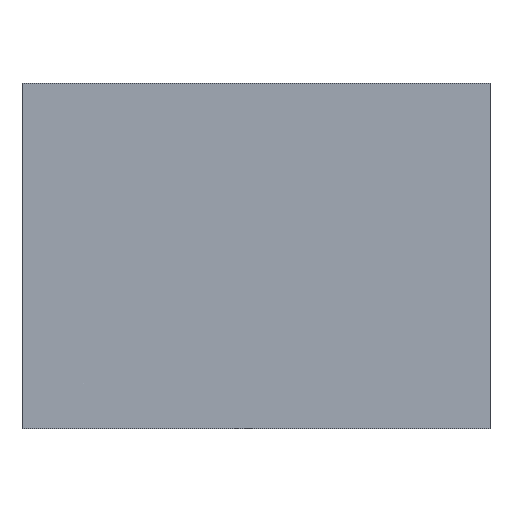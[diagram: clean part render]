
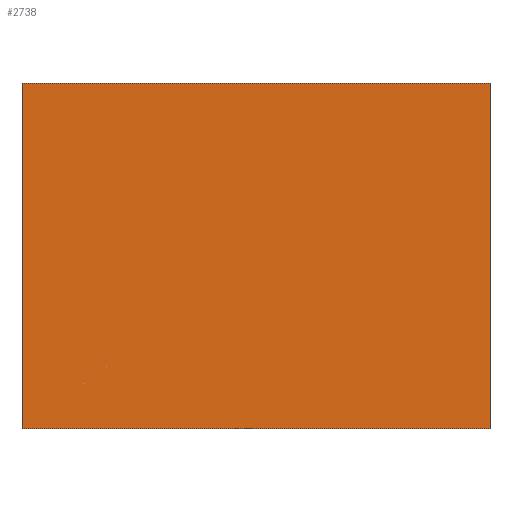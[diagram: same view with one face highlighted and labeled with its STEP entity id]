
A CAD part, front view. The second image highlights one B-rep face of the part: STEP entity #2738.
In plain terms, the highlighted planar face has unit normal (0, -1, 0).
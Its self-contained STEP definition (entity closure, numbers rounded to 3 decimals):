
#113=LINE('',#4268,#316);
#172=LINE('',#4563,#375);
#175=LINE('',#4572,#378);
#177=LINE('',#4579,#380);
#316=VECTOR('',#3338,1000.);
#375=VECTOR('',#3533,1000.);
#378=VECTOR('',#3542,1000.);
#380=VECTOR('',#3550,1000.);
#515=PLANE('',#3011);
#856=ORIENTED_EDGE('',*,*,#1584,.T.);
#857=ORIENTED_EDGE('',*,*,#1575,.F.);
#858=ORIENTED_EDGE('',*,*,#1580,.F.);
#859=ORIENTED_EDGE('',*,*,#1455,.T.);
#1455=EDGE_CURVE('',#1833,#1832,#113,.T.);
#1575=EDGE_CURVE('',#1926,#1927,#172,.T.);
#1580=EDGE_CURVE('',#1833,#1926,#175,.T.);
#1584=EDGE_CURVE('',#1832,#1927,#177,.T.);
#1832=VERTEX_POINT('',#4267);
#1833=VERTEX_POINT('',#4269);
#1926=VERTEX_POINT('',#4562);
#1927=VERTEX_POINT('',#4564);
#2241=EDGE_LOOP('',(#856,#857,#858,#859));
#2478=FACE_BOUND('',#2241,.T.);
#2738=ADVANCED_FACE('',(#2478),#515,.F.);
#3011=AXIS2_PLACEMENT_3D('',#4580,#3551,#3552);
#3338=DIRECTION('',(0.,0.,-1.));
#3533=DIRECTION('',(0.,0.,-1.));
#3542=DIRECTION('',(1.,0.,0.));
#3550=DIRECTION('',(1.,0.,0.));
#3551=DIRECTION('',(0.,1.,0.));
#3552=DIRECTION('',(0.,0.,1.));
#4267=CARTESIAN_POINT('',(-46.,0.,-34.));
#4268=CARTESIAN_POINT('',(-46.,0.,34.));
#4269=CARTESIAN_POINT('',(-46.,0.,34.));
#4562=CARTESIAN_POINT('',(46.,0.,34.));
#4563=CARTESIAN_POINT('',(46.,0.,34.));
#4564=CARTESIAN_POINT('',(46.,0.,-34.));
#4572=CARTESIAN_POINT('',(-46.,0.,34.));
#4579=CARTESIAN_POINT('',(-46.,0.,-34.));
#4580=CARTESIAN_POINT('',(-46.,0.,34.));
